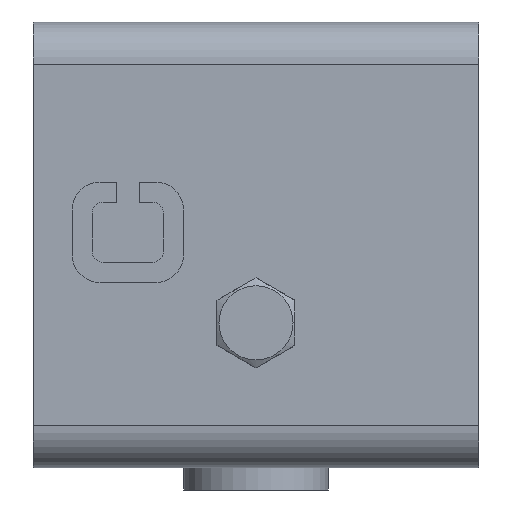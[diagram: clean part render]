
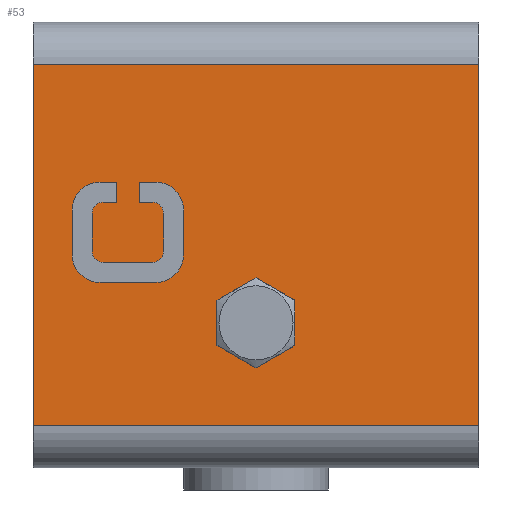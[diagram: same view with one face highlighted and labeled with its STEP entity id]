
A CAD part, front view. The second image highlights one B-rep face of the part: STEP entity #53.
In plain terms, the highlighted planar face has unit normal (0, -1, 0).
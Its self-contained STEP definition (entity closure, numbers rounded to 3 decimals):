
#53=ADVANCED_FACE('',(#764,#766,#768),#770,.F.);
#764=FACE_BOUND('',#765,.T.);
#765=EDGE_LOOP('',(#1355,#1356,#1357,#1358));
#766=FACE_BOUND('',#767,.T.);
#767=EDGE_LOOP('',(#1359,#1360,#1361,#1362,#1363,#1364,#1365,#1366,#1367,#1368,#1369,
#1370,#1371,#1372,#1373,#1374,#1375,#1376,#1377,#1378));
#768=FACE_BOUND('',#769,.T.);
#769=EDGE_LOOP('',(#1379,#1380,#1381,#1382,#1383,#1384));
#770=PLANE('',#771);
#771=AXIS2_PLACEMENT_3D('',#772,#773,#774);
#772=CARTESIAN_POINT('',(0.,-3.8,0.658));
#773=DIRECTION('',(0.,1.,0.));
#774=DIRECTION('',(1.,0.,0.));
#1355=ORIENTED_EDGE('',*,*,#1693,.T.);
#1356=ORIENTED_EDGE('',*,*,#1694,.F.);
#1357=ORIENTED_EDGE('',*,*,#1695,.T.);
#1358=ORIENTED_EDGE('',*,*,#1696,.F.);
#1359=ORIENTED_EDGE('',*,*,#1697,.T.);
#1360=ORIENTED_EDGE('',*,*,#1698,.T.);
#1361=ORIENTED_EDGE('',*,*,#1699,.T.);
#1362=ORIENTED_EDGE('',*,*,#1700,.T.);
#1363=ORIENTED_EDGE('',*,*,#1701,.T.);
#1364=ORIENTED_EDGE('',*,*,#1702,.T.);
#1365=ORIENTED_EDGE('',*,*,#1703,.T.);
#1366=ORIENTED_EDGE('',*,*,#1704,.T.);
#1367=ORIENTED_EDGE('',*,*,#1705,.T.);
#1368=ORIENTED_EDGE('',*,*,#1706,.T.);
#1369=ORIENTED_EDGE('',*,*,#1707,.T.);
#1370=ORIENTED_EDGE('',*,*,#1708,.T.);
#1371=ORIENTED_EDGE('',*,*,#1709,.T.);
#1372=ORIENTED_EDGE('',*,*,#1710,.T.);
#1373=ORIENTED_EDGE('',*,*,#1711,.T.);
#1374=ORIENTED_EDGE('',*,*,#1712,.T.);
#1375=ORIENTED_EDGE('',*,*,#1713,.T.);
#1376=ORIENTED_EDGE('',*,*,#1714,.T.);
#1377=ORIENTED_EDGE('',*,*,#1715,.T.);
#1378=ORIENTED_EDGE('',*,*,#1716,.T.);
#1379=ORIENTED_EDGE('',*,*,#1717,.F.);
#1380=ORIENTED_EDGE('',*,*,#1718,.F.);
#1381=ORIENTED_EDGE('',*,*,#1719,.F.);
#1382=ORIENTED_EDGE('',*,*,#1720,.F.);
#1383=ORIENTED_EDGE('',*,*,#1721,.F.);
#1384=ORIENTED_EDGE('',*,*,#1722,.F.);
#1693=EDGE_CURVE('',#1862,#1863,#1864,.T.);
#1694=EDGE_CURVE('',#1865,#1863,#1866,.T.);
#1695=EDGE_CURVE('',#1865,#1867,#1868,.T.);
#1696=EDGE_CURVE('',#1862,#1867,#1869,.T.);
#1697=EDGE_CURVE('',#1870,#1871,#1872,.T.);
#1698=EDGE_CURVE('',#1871,#1873,#1874,.T.);
#1699=EDGE_CURVE('',#1873,#1875,#1876,.T.);
#1700=EDGE_CURVE('',#1875,#1877,#1878,.F.);
#1701=EDGE_CURVE('',#1877,#1879,#1880,.T.);
#1702=EDGE_CURVE('',#1879,#1881,#1882,.F.);
#1703=EDGE_CURVE('',#1881,#1883,#1884,.T.);
#1704=EDGE_CURVE('',#1883,#1885,#1886,.F.);
#1705=EDGE_CURVE('',#1885,#1887,#1888,.T.);
#1706=EDGE_CURVE('',#1887,#1889,#1890,.F.);
#1707=EDGE_CURVE('',#1889,#1891,#1892,.T.);
#1708=EDGE_CURVE('',#1891,#1893,#1894,.T.);
#1709=EDGE_CURVE('',#1893,#1895,#1896,.T.);
#1710=EDGE_CURVE('',#1895,#1897,#1898,.F.);
#1711=EDGE_CURVE('',#1897,#1899,#1900,.T.);
#1712=EDGE_CURVE('',#1899,#1901,#1902,.F.);
#1713=EDGE_CURVE('',#1901,#1903,#1904,.T.);
#1714=EDGE_CURVE('',#1903,#1905,#1906,.F.);
#1715=EDGE_CURVE('',#1905,#1907,#1908,.T.);
#1716=EDGE_CURVE('',#1907,#1870,#1909,.F.);
#1717=EDGE_CURVE('',#1910,#1911,#1912,.F.);
#1718=EDGE_CURVE('',#1913,#1910,#1914,.F.);
#1719=EDGE_CURVE('',#1915,#1913,#1916,.F.);
#1720=EDGE_CURVE('',#1917,#1915,#1918,.F.);
#1721=EDGE_CURVE('',#1919,#1917,#1920,.F.);
#1722=EDGE_CURVE('',#1911,#1919,#1921,.F.);
#1862=VERTEX_POINT('',#2138);
#1863=VERTEX_POINT('',#2139);
#1864=LINE('',#2140,#2141);
#1865=VERTEX_POINT('',#2143);
#1866=LINE('',#2144,#2145);
#1867=VERTEX_POINT('',#2147);
#1868=LINE('',#2148,#2149);
#1869=LINE('',#2151,#2152);
#1870=VERTEX_POINT('',#2154);
#1871=VERTEX_POINT('',#2155);
#1872=LINE('',#2156,#2157);
#1873=VERTEX_POINT('',#2159);
#1874=LINE('',#2160,#2161);
#1875=VERTEX_POINT('',#2163);
#1876=LINE('',#2164,#2165);
#1877=VERTEX_POINT('',#2167);
#1878=CIRCLE('',#2168,2.5);
#1879=VERTEX_POINT('',#2172);
#1880=LINE('',#2173,#2174);
#1881=VERTEX_POINT('',#2176);
#1882=CIRCLE('',#2177,2.5);
#1883=VERTEX_POINT('',#2181);
#1884=LINE('',#2182,#2183);
#1885=VERTEX_POINT('',#2185);
#1886=CIRCLE('',#2186,2.5);
#1887=VERTEX_POINT('',#2190);
#1888=LINE('',#2191,#2192);
#1889=VERTEX_POINT('',#2194);
#1890=CIRCLE('',#2195,2.5);
#1891=VERTEX_POINT('',#2199);
#1892=LINE('',#2200,#2201);
#1893=VERTEX_POINT('',#2203);
#1894=LINE('',#2204,#2205);
#1895=VERTEX_POINT('',#2207);
#1896=LINE('',#2208,#2209);
#1897=VERTEX_POINT('',#2211);
#1898=CIRCLE('',#2212,1.);
#1899=VERTEX_POINT('',#2216);
#1900=LINE('',#2217,#2218);
#1901=VERTEX_POINT('',#2220);
#1902=CIRCLE('',#2221,1.);
#1903=VERTEX_POINT('',#2225);
#1904=LINE('',#2226,#2227);
#1905=VERTEX_POINT('',#2229);
#1906=CIRCLE('',#2230,1.);
#1907=VERTEX_POINT('',#2234);
#1908=LINE('',#2235,#2236);
#1909=CIRCLE('',#2238,1.);
#1910=VERTEX_POINT('',#2242);
#1911=VERTEX_POINT('',#2243);
#1912=LINE('',#2244,#2245);
#1913=VERTEX_POINT('',#2247);
#1914=LINE('',#2248,#2249);
#1915=VERTEX_POINT('',#2251);
#1916=LINE('',#2252,#2253);
#1917=VERTEX_POINT('',#2255);
#1918=LINE('',#2256,#2257);
#1919=VERTEX_POINT('',#2259);
#1920=LINE('',#2260,#2261);
#1921=LINE('',#2263,#2264);
#2138=CARTESIAN_POINT('',(40.,-3.8,36.2));
#2139=CARTESIAN_POINT('',(0.,-3.8,36.2));
#2140=CARTESIAN_POINT('',(40.,-3.8,36.2));
#2141=VECTOR('',#2142,1.);
#2142=DIRECTION('',(-1.,0.,0.));
#2143=CARTESIAN_POINT('',(0.,-3.8,3.8));
#2144=CARTESIAN_POINT('',(0.,-3.8,3.8));
#2145=VECTOR('',#2146,1.);
#2146=DIRECTION('',(0.,0.,1.));
#2147=CARTESIAN_POINT('',(40.,-3.8,3.8));
#2148=CARTESIAN_POINT('',(0.,-3.8,3.8));
#2149=VECTOR('',#2150,1.);
#2150=DIRECTION('',(1.,0.,0.));
#2151=CARTESIAN_POINT('',(40.,-3.8,36.2));
#2152=VECTOR('',#2153,1.);
#2153=DIRECTION('',(0.,0.,-1.));
#2154=CARTESIAN_POINT('',(10.703,-3.8,23.821));
#2155=CARTESIAN_POINT('',(9.502,-3.8,23.821));
#2156=CARTESIAN_POINT('',(10.703,-3.8,23.821));
#2157=VECTOR('',#2158,1.);
#2158=DIRECTION('',(-1.,0.,0.));
#2159=CARTESIAN_POINT('',(9.502,-3.8,25.621));
#2160=CARTESIAN_POINT('',(9.502,-3.8,23.821));
#2161=VECTOR('',#2162,1.);
#2162=DIRECTION('',(0.,0.,1.));
#2163=CARTESIAN_POINT('',(11.003,-3.8,25.621));
#2164=CARTESIAN_POINT('',(9.502,-3.8,25.621));
#2165=VECTOR('',#2166,1.);
#2166=DIRECTION('',(1.,0.,0.));
#2167=CARTESIAN_POINT('',(13.503,-3.8,23.121));
#2168=AXIS2_PLACEMENT_3D('',#2169,#2170,#2171);
#2169=CARTESIAN_POINT('',(11.003,-3.8,23.121));
#2170=DIRECTION('',(0.,-1.,0.));
#2171=DIRECTION('',(1.,0.,0.));
#2172=CARTESIAN_POINT('',(13.503,-3.8,19.121));
#2173=CARTESIAN_POINT('',(13.503,-3.8,23.121));
#2174=VECTOR('',#2175,1.);
#2175=DIRECTION('',(0.,0.,-1.));
#2176=CARTESIAN_POINT('',(11.003,-3.8,16.621));
#2177=AXIS2_PLACEMENT_3D('',#2178,#2179,#2180);
#2178=CARTESIAN_POINT('',(11.003,-3.8,19.121));
#2179=DIRECTION('',(0.,-1.,0.));
#2180=DIRECTION('',(0.,0.,-1.));
#2181=CARTESIAN_POINT('',(6.,-3.8,16.621));
#2182=CARTESIAN_POINT('',(11.003,-3.8,16.621));
#2183=VECTOR('',#2184,1.);
#2184=DIRECTION('',(-1.,0.,0.));
#2185=CARTESIAN_POINT('',(3.5,-3.8,19.121));
#2186=AXIS2_PLACEMENT_3D('',#2187,#2188,#2189);
#2187=CARTESIAN_POINT('',(6.,-3.8,19.121));
#2188=DIRECTION('',(0.,-1.,0.));
#2189=DIRECTION('',(-1.,0.,0.));
#2190=CARTESIAN_POINT('',(3.5,-3.8,23.121));
#2191=CARTESIAN_POINT('',(3.5,-3.8,19.121));
#2192=VECTOR('',#2193,1.);
#2193=DIRECTION('',(0.,0.,1.));
#2194=CARTESIAN_POINT('',(6.,-3.8,25.621));
#2195=AXIS2_PLACEMENT_3D('',#2196,#2197,#2198);
#2196=CARTESIAN_POINT('',(6.,-3.8,23.121));
#2197=DIRECTION('',(0.,-1.,0.));
#2198=DIRECTION('',(0.,0.,1.));
#2199=CARTESIAN_POINT('',(7.502,-3.8,25.621));
#2200=CARTESIAN_POINT('',(6.,-3.8,25.621));
#2201=VECTOR('',#2202,1.);
#2202=DIRECTION('',(1.,0.,0.));
#2203=CARTESIAN_POINT('',(7.502,-3.8,23.821));
#2204=CARTESIAN_POINT('',(7.502,-3.8,25.621));
#2205=VECTOR('',#2206,1.);
#2206=DIRECTION('',(0.,0.,-1.));
#2207=CARTESIAN_POINT('',(6.3,-3.8,23.821));
#2208=CARTESIAN_POINT('',(7.502,-3.8,23.821));
#2209=VECTOR('',#2210,1.);
#2210=DIRECTION('',(-1.,0.,0.));
#2211=CARTESIAN_POINT('',(5.3,-3.8,22.821));
#2212=AXIS2_PLACEMENT_3D('',#2213,#2214,#2215);
#2213=CARTESIAN_POINT('',(6.3,-3.8,22.821));
#2214=DIRECTION('',(0.,1.,0.));
#2215=DIRECTION('',(-1.,0.,0.));
#2216=CARTESIAN_POINT('',(5.3,-3.8,19.421));
#2217=CARTESIAN_POINT('',(5.3,-3.8,22.821));
#2218=VECTOR('',#2219,1.);
#2219=DIRECTION('',(0.,0.,-1.));
#2220=CARTESIAN_POINT('',(6.3,-3.8,18.421));
#2221=AXIS2_PLACEMENT_3D('',#2222,#2223,#2224);
#2222=CARTESIAN_POINT('',(6.3,-3.8,19.421));
#2223=DIRECTION('',(0.,1.,0.));
#2224=DIRECTION('',(0.,0.,-1.));
#2225=CARTESIAN_POINT('',(10.703,-3.8,18.421));
#2226=CARTESIAN_POINT('',(6.3,-3.8,18.421));
#2227=VECTOR('',#2228,1.);
#2228=DIRECTION('',(1.,0.,0.));
#2229=CARTESIAN_POINT('',(11.703,-3.8,19.421));
#2230=AXIS2_PLACEMENT_3D('',#2231,#2232,#2233);
#2231=CARTESIAN_POINT('',(10.703,-3.8,19.421));
#2232=DIRECTION('',(0.,1.,0.));
#2233=DIRECTION('',(1.,0.,0.));
#2234=CARTESIAN_POINT('',(11.703,-3.8,22.821));
#2235=CARTESIAN_POINT('',(11.703,-3.8,19.421));
#2236=VECTOR('',#2237,1.);
#2237=DIRECTION('',(0.,0.,1.));
#2238=AXIS2_PLACEMENT_3D('',#2239,#2240,#2241);
#2239=CARTESIAN_POINT('',(10.703,-3.8,22.821));
#2240=DIRECTION('',(0.,1.,0.));
#2241=DIRECTION('',(0.,0.,1.));
#2242=CARTESIAN_POINT('',(20.,-3.8,8.959));
#2243=CARTESIAN_POINT('',(23.5,-3.8,10.979));
#2244=CARTESIAN_POINT('',(23.5,-3.8,10.979));
#2245=VECTOR('',#2246,1.);
#2246=DIRECTION('',(-0.866,0.,-0.5));
#2247=CARTESIAN_POINT('',(16.5,-3.8,10.979));
#2248=CARTESIAN_POINT('',(20.,-3.8,8.959));
#2249=VECTOR('',#2250,1.);
#2250=DIRECTION('',(-0.866,0.,0.5));
#2251=CARTESIAN_POINT('',(16.5,-3.8,15.021));
#2252=CARTESIAN_POINT('',(16.5,-3.8,10.979));
#2253=VECTOR('',#2254,1.);
#2254=DIRECTION('',(0.,0.,1.));
#2255=CARTESIAN_POINT('',(20.,-3.8,17.041));
#2256=CARTESIAN_POINT('',(16.5,-3.8,15.021));
#2257=VECTOR('',#2258,1.);
#2258=DIRECTION('',(0.866,0.,0.5));
#2259=CARTESIAN_POINT('',(23.5,-3.8,15.021));
#2260=CARTESIAN_POINT('',(20.,-3.8,17.041));
#2261=VECTOR('',#2262,1.);
#2262=DIRECTION('',(0.866,0.,-0.5));
#2263=CARTESIAN_POINT('',(23.5,-3.8,15.021));
#2264=VECTOR('',#2265,1.);
#2265=DIRECTION('',(0.,0.,-1.));
